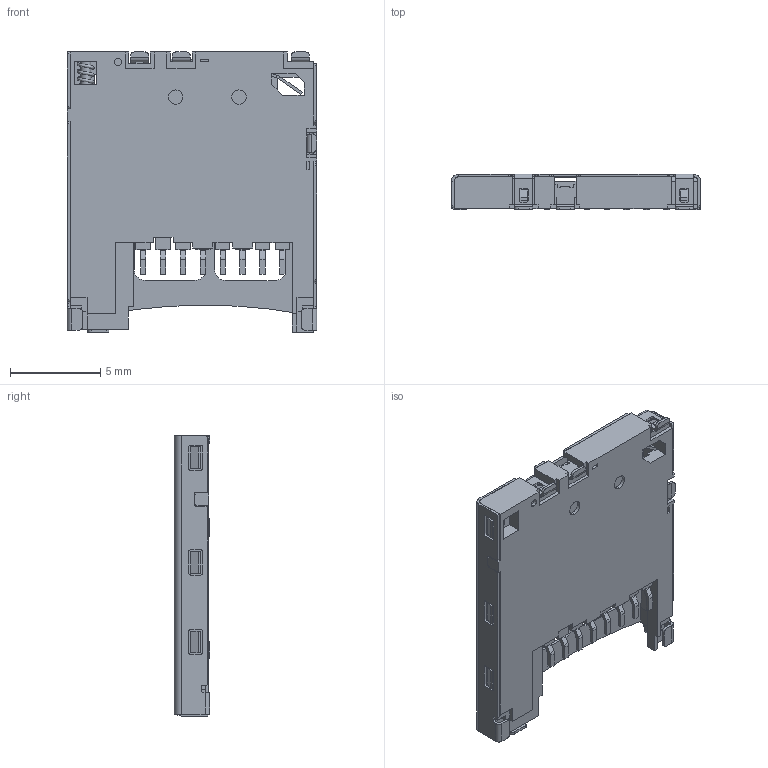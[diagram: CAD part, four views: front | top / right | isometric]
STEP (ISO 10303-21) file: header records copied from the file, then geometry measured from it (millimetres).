
FILE_DESCRIPTION (( 'STEP AP214' ), '1' );
FILE_NAME ('502570-0893.STEP', '2020-04-08T08:53:30', ( '' ), ( '' ), 'SwSTEP 2.0', 'SolidWorks 2017', '' );
FILE_SCHEMA (( 'AUTOMOTIVE_DESIGN' ));
Length unit declared in the file: millimetre
Products named in the file (1): 502570-0893
Bounding box: 13.8 x 1.95 x 15.5 mm (x, y, z)
Volume: 161.6 mm3; surface area: 1129.6 mm2
Topology: 16 solids, 16 shells, 1033 faces, 2814 edges, 1816 vertices
Faces by surface type: plane 722, cylinder 307, bspline 4
Entity records: 38267 total; most frequent: CARTESIAN_POINT 11753, ORIENTED_EDGE 5624, DIRECTION 5311, EDGE_CURVE 2812, VECTOR 2191, LINE 2191, VERTEX_POINT 1816, AXIS2_PLACEMENT_3D 1560
